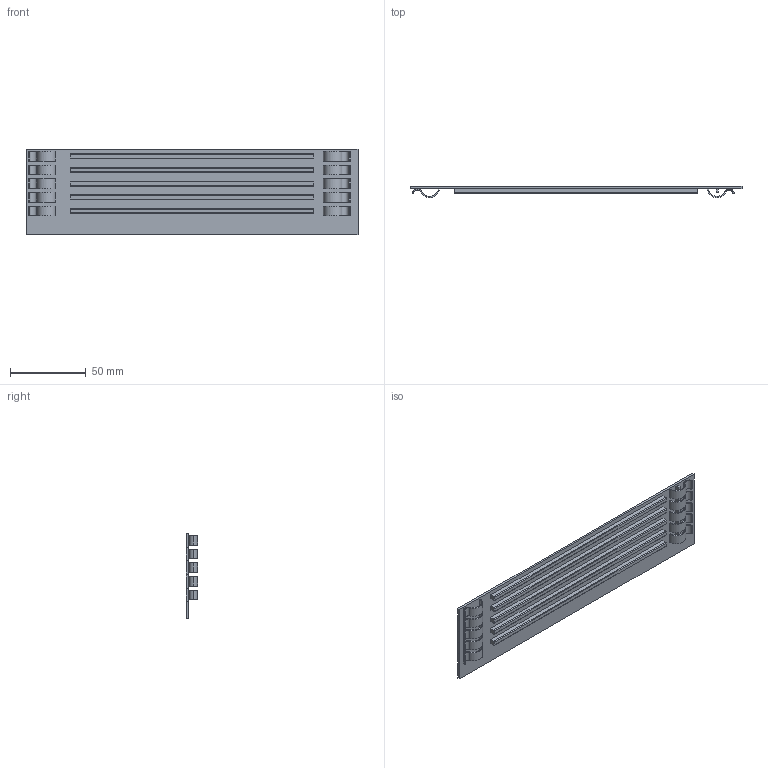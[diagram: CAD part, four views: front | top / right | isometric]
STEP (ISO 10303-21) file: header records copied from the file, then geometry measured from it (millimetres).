
FILE_DESCRIPTION(('STEP AP214'),'1');
FILE_NAME('cctmp_358F25E8-3495-4AC4-8D2D-44A7260F71F2_2025_06_03_15_31_51_0301..stp','2025-06-03T13:31:51',('SIEMENS A&D'),('CADClick - www.CADClick.com'),'Spatial InterOp 3D',' ','unknown authorization');
FILE_SCHEMA(('AUTOMOTIVE_DESIGN'));
Length unit declared in the file: millimetre
Products named in the file (1): 8GK9910-0KK08
Bounding box: 218.5 x 7.37 x 56 mm (x, y, z)
Volume: 27769.7 mm3; surface area: 35031.3 mm2
Topology: 1 solids, 1 shells, 161 faces, 417 edges, 278 vertices
Faces by surface type: plane 111, cylinder 50
Entity records: 6224 total; most frequent: CARTESIAN_POINT 857, DIRECTION 841, ORIENTED_EDGE 834, EDGE_CURVE 417, LINE 317, VECTOR 317, VERTEX_POINT 278, AXIS2_PLACEMENT_3D 262
